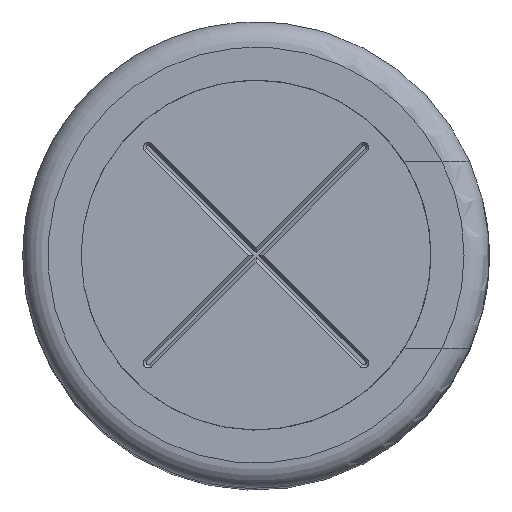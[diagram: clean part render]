
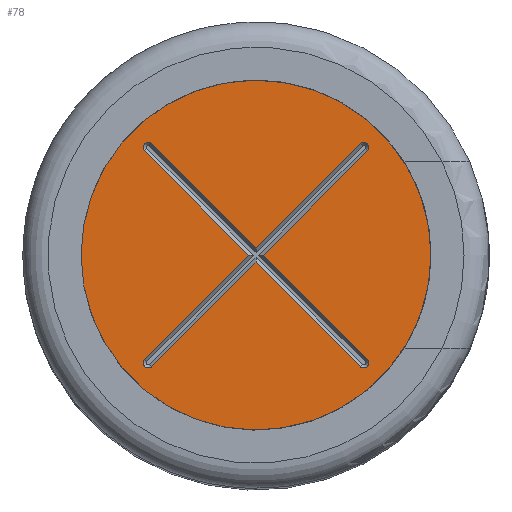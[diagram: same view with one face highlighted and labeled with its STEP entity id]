
A CAD part, top view. The second image highlights one B-rep face of the part: STEP entity #78.
In plain terms, the highlighted planar face has unit normal (0, 0, 1).
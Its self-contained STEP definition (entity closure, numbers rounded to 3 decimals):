
#78=ADVANCED_FACE('',(#591,#593),#595,.T.);
#591=FACE_BOUND('',#592,.T.);
#592=EDGE_LOOP('',(#1008));
#593=FACE_BOUND('',#594,.T.);
#594=EDGE_LOOP('',(#1009,#1010,#1011,#1012,#1013,#1014,#1015,#1016,#1017,#1018,#1019,
#1020));
#595=PLANE('',#596);
#596=AXIS2_PLACEMENT_3D('',#597,#598,#599);
#597=CARTESIAN_POINT('',(0.,0.,41.8));
#598=DIRECTION('',(0.,-0.,1.));
#599=DIRECTION('',(1.,0.,0.));
#1008=ORIENTED_EDGE('',*,*,#1262,.T.);
#1009=ORIENTED_EDGE('',*,*,#1263,.T.);
#1010=ORIENTED_EDGE('',*,*,#1264,.T.);
#1011=ORIENTED_EDGE('',*,*,#1265,.T.);
#1012=ORIENTED_EDGE('',*,*,#1266,.T.);
#1013=ORIENTED_EDGE('',*,*,#1267,.T.);
#1014=ORIENTED_EDGE('',*,*,#1268,.T.);
#1015=ORIENTED_EDGE('',*,*,#1269,.T.);
#1016=ORIENTED_EDGE('',*,*,#1270,.T.);
#1017=ORIENTED_EDGE('',*,*,#1271,.T.);
#1018=ORIENTED_EDGE('',*,*,#1272,.T.);
#1019=ORIENTED_EDGE('',*,*,#1273,.T.);
#1020=ORIENTED_EDGE('',*,*,#1274,.T.);
#1262=EDGE_CURVE('',#1389,#1389,#1390,.T.);
#1263=EDGE_CURVE('',#1391,#1392,#1393,.F.);
#1264=EDGE_CURVE('',#1392,#1394,#1395,.F.);
#1265=EDGE_CURVE('',#1394,#1396,#1397,.F.);
#1266=EDGE_CURVE('',#1396,#1398,#1399,.F.);
#1267=EDGE_CURVE('',#1398,#1400,#1401,.F.);
#1268=EDGE_CURVE('',#1400,#1402,#1403,.F.);
#1269=EDGE_CURVE('',#1402,#1404,#1405,.F.);
#1270=EDGE_CURVE('',#1404,#1406,#1407,.F.);
#1271=EDGE_CURVE('',#1406,#1408,#1409,.F.);
#1272=EDGE_CURVE('',#1408,#1410,#1411,.F.);
#1273=EDGE_CURVE('',#1410,#1412,#1413,.F.);
#1274=EDGE_CURVE('',#1412,#1391,#1414,.F.);
#1389=VERTEX_POINT('',#1601);
#1390=CIRCLE('',#1602,6.938);
#1391=VERTEX_POINT('',#1606);
#1392=VERTEX_POINT('',#1607);
#1393=CIRCLE('',#1608,0.2);
#1394=VERTEX_POINT('',#1612);
#1395=LINE('',#1613,#1614);
#1396=VERTEX_POINT('',#1616);
#1397=LINE('',#1617,#1618);
#1398=VERTEX_POINT('',#1620);
#1399=CIRCLE('',#1621,0.2);
#1400=VERTEX_POINT('',#1625);
#1401=LINE('',#1626,#1627);
#1402=VERTEX_POINT('',#1629);
#1403=LINE('',#1630,#1631);
#1404=VERTEX_POINT('',#1633);
#1405=CIRCLE('',#1634,0.2);
#1406=VERTEX_POINT('',#1638);
#1407=LINE('',#1639,#1640);
#1408=VERTEX_POINT('',#1642);
#1409=LINE('',#1643,#1644);
#1410=VERTEX_POINT('',#1646);
#1411=CIRCLE('',#1647,0.2);
#1412=VERTEX_POINT('',#1651);
#1413=LINE('',#1652,#1653);
#1414=LINE('',#1655,#1656);
#1601=CARTESIAN_POINT('',(6.938,0.,41.8));
#1602=AXIS2_PLACEMENT_3D('',#1603,#1604,#1605);
#1603=CARTESIAN_POINT('',(0.,0.,41.8));
#1604=DIRECTION('',(0.,-0.,1.));
#1605=DIRECTION('',(1.,0.,0.));
#1606=CARTESIAN_POINT('',(-4.132,-4.415,41.8));
#1607=CARTESIAN_POINT('',(-4.415,-4.132,41.8));
#1608=AXIS2_PLACEMENT_3D('',#1609,#1610,#1611);
#1609=CARTESIAN_POINT('',(-4.274,-4.274,41.8));
#1610=DIRECTION('',(0.,0.,1.));
#1611=DIRECTION('',(-0.707,0.707,0.));
#1612=CARTESIAN_POINT('',(-0.283,0.,41.8));
#1613=CARTESIAN_POINT('',(-0.283,0.,41.8));
#1614=VECTOR('',#1615,1.);
#1615=DIRECTION('',(-0.707,-0.707,0.));
#1616=CARTESIAN_POINT('',(-4.415,4.132,41.8));
#1617=CARTESIAN_POINT('',(-4.415,4.132,41.8));
#1618=VECTOR('',#1619,1.);
#1619=DIRECTION('',(0.707,-0.707,0.));
#1620=CARTESIAN_POINT('',(-4.132,4.415,41.8));
#1621=AXIS2_PLACEMENT_3D('',#1622,#1623,#1624);
#1622=CARTESIAN_POINT('',(-4.274,4.274,41.8));
#1623=DIRECTION('',(0.,0.,1.));
#1624=DIRECTION('',(0.707,0.707,0.));
#1625=CARTESIAN_POINT('',(0.,0.283,41.8));
#1626=CARTESIAN_POINT('',(0.,0.283,41.8));
#1627=VECTOR('',#1628,1.);
#1628=DIRECTION('',(-0.707,0.707,0.));
#1629=CARTESIAN_POINT('',(4.132,4.415,41.8));
#1630=CARTESIAN_POINT('',(4.132,4.415,41.8));
#1631=VECTOR('',#1632,1.);
#1632=DIRECTION('',(-0.707,-0.707,0.));
#1633=CARTESIAN_POINT('',(4.415,4.132,41.8));
#1634=AXIS2_PLACEMENT_3D('',#1635,#1636,#1637);
#1635=CARTESIAN_POINT('',(4.274,4.274,41.8));
#1636=DIRECTION('',(0.,0.,1.));
#1637=DIRECTION('',(0.707,-0.707,0.));
#1638=CARTESIAN_POINT('',(0.283,0.,41.8));
#1639=CARTESIAN_POINT('',(0.283,0.,41.8));
#1640=VECTOR('',#1641,1.);
#1641=DIRECTION('',(0.707,0.707,0.));
#1642=CARTESIAN_POINT('',(4.415,-4.132,41.8));
#1643=CARTESIAN_POINT('',(4.415,-4.132,41.8));
#1644=VECTOR('',#1645,1.);
#1645=DIRECTION('',(-0.707,0.707,0.));
#1646=CARTESIAN_POINT('',(4.132,-4.415,41.8));
#1647=AXIS2_PLACEMENT_3D('',#1648,#1649,#1650);
#1648=CARTESIAN_POINT('',(4.274,-4.274,41.8));
#1649=DIRECTION('',(0.,0.,1.));
#1650=DIRECTION('',(-0.707,-0.707,0.));
#1651=CARTESIAN_POINT('',(0.,-0.283,41.8));
#1652=CARTESIAN_POINT('',(0.,-0.283,41.8));
#1653=VECTOR('',#1654,1.);
#1654=DIRECTION('',(0.707,-0.707,0.));
#1655=CARTESIAN_POINT('',(-4.132,-4.415,41.8));
#1656=VECTOR('',#1657,1.);
#1657=DIRECTION('',(0.707,0.707,0.));
